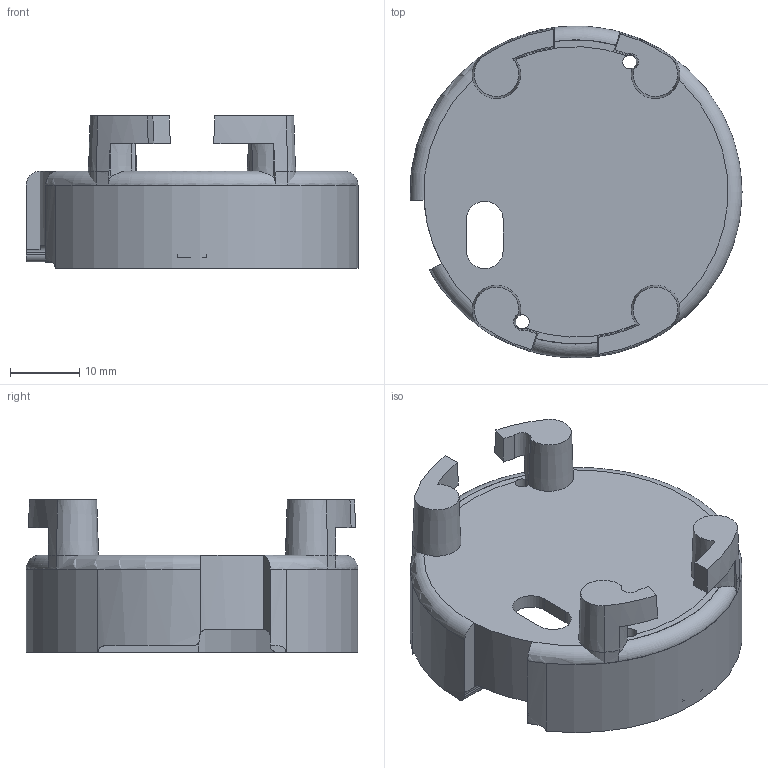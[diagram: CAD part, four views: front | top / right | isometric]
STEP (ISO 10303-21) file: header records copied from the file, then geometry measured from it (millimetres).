
FILE_DESCRIPTION(/* description */ ('Designed by EasyEDA Pro'),/* implementation_level */ '2;1');
FILE_NAME(/* name */ '',/* time_stamp */ '2024-10-31T19:01:09+08:00',/* author */ (''),/* organization */ (''),/* preprocessor_version */ 'ST-DEVELOPER v20',/* originating_system */ 'Autodesk Translation Framework v13.20.0.188',/* authorisation */ '');
FILE_SCHEMA (('AUTOMOTIVE_DESIGN { 1 0 10303 214 3 1 1 }'));
Length unit declared in the file: millimetre
Products named in the file (4): PCBModel; 传感器48mm_顶装版上盖; 传感器48mm_顶装版上盖卡座; 传感器48mm_顶装版上盖卡座1
Assembly tree (3 placements, depth 2):
  PCBModel
    传感器48mm_顶装版上盖
    传感器48mm_顶装版上盖卡座
    传感器48mm_顶装版上盖卡座1
Bounding box: 48 x 47.95 x 22 mm (x, y, z)
Volume: 9098.9 mm3; surface area: 9016.9 mm2
Topology: 3 solids, 3 shells, 119 faces, 317 edges, 202 vertices
Faces by surface type: plane 60, cylinder 36, cone 20, torus 3
Full cylindrical faces by diameter (mm): 2 x2
Entity records: 3931 total; most frequent: CARTESIAN_POINT 866, ORIENTED_EDGE 634, DIRECTION 628, EDGE_CURVE 317, AXIS2_PLACEMENT_3D 244, VERTEX_POINT 202, LINE 140, VECTOR 140
